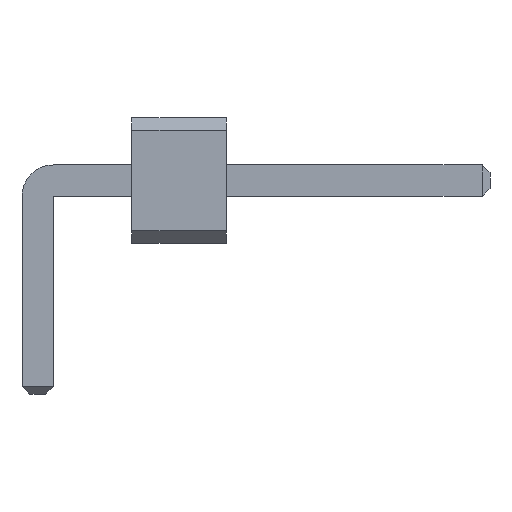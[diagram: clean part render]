
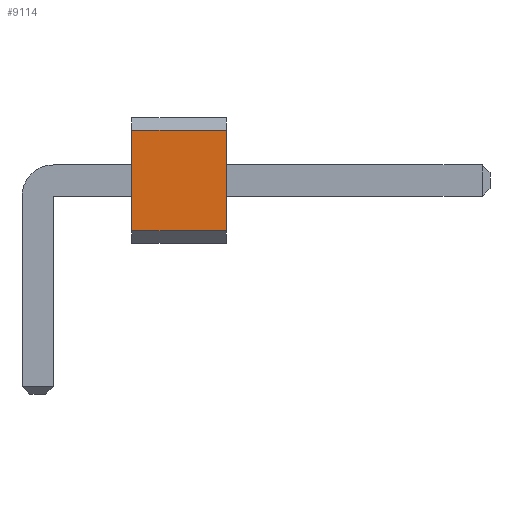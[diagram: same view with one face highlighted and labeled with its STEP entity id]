
A CAD part, front view. The second image highlights one B-rep face of the part: STEP entity #9114.
In plain terms, the highlighted planar face has unit normal (0, -1, 0).
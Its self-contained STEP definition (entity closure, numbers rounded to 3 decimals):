
#934 = VERTEX_POINT('',#935);
#935 = CARTESIAN_POINT('',(1.5,-67.,1.8));
#941 = EDGE_CURVE('',#942,#934,#944,.T.);
#942 = VERTEX_POINT('',#943);
#943 = CARTESIAN_POINT('',(1.5,-67.,0.2));
#944 = LINE('',#945,#946);
#945 = CARTESIAN_POINT('',(1.5,-67.,0.2));
#946 = VECTOR('',#947,1.);
#947 = DIRECTION('',(0.,0.,1.));
#3723 = VERTEX_POINT('',#3724);
#3724 = CARTESIAN_POINT('',(3.,-67.,1.8));
#3730 = EDGE_CURVE('',#3731,#3723,#3733,.T.);
#3731 = VERTEX_POINT('',#3732);
#3732 = CARTESIAN_POINT('',(3.,-67.,0.2));
#3733 = LINE('',#3734,#3735);
#3734 = CARTESIAN_POINT('',(3.,-67.,0.2));
#3735 = VECTOR('',#3736,1.);
#3736 = DIRECTION('',(0.,0.,1.));
#9086 = EDGE_CURVE('',#942,#3731,#9087,.T.);
#9087 = LINE('',#9088,#9089);
#9088 = CARTESIAN_POINT('',(1.5,-67.,0.2));
#9089 = VECTOR('',#9090,1.);
#9090 = DIRECTION('',(1.,0.,0.));
#9114 = ADVANCED_FACE('',(#9115),#9126,.T.);
#9115 = FACE_BOUND('',#9116,.T.);
#9116 = EDGE_LOOP('',(#9117,#9118,#9119,#9125));
#9117 = ORIENTED_EDGE('',*,*,#9086,.T.);
#9118 = ORIENTED_EDGE('',*,*,#3730,.T.);
#9119 = ORIENTED_EDGE('',*,*,#9120,.F.);
#9120 = EDGE_CURVE('',#934,#3723,#9121,.T.);
#9121 = LINE('',#9122,#9123);
#9122 = CARTESIAN_POINT('',(1.5,-67.,1.8));
#9123 = VECTOR('',#9124,1.);
#9124 = DIRECTION('',(1.,0.,0.));
#9125 = ORIENTED_EDGE('',*,*,#941,.F.);
#9126 = PLANE('',#9127);
#9127 = AXIS2_PLACEMENT_3D('',#9128,#9129,#9130);
#9128 = CARTESIAN_POINT('',(1.5,-67.,0.2));
#9129 = DIRECTION('',(0.,-1.,0.));
#9130 = DIRECTION('',(0.,0.,1.));
